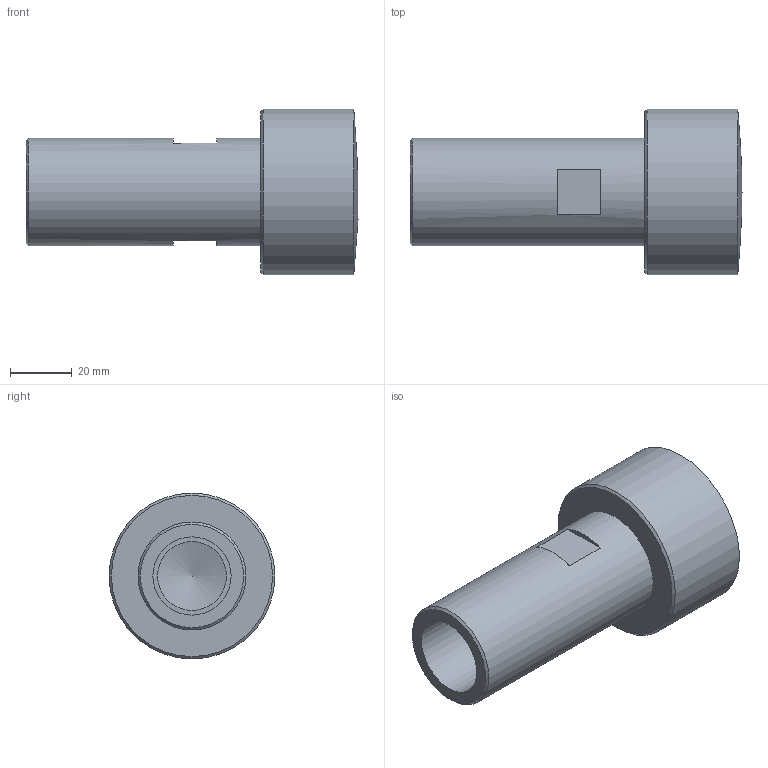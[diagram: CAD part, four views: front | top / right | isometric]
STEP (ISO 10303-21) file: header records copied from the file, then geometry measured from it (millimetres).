
FILE_DESCRIPTION(/* description */ (''),/* implementation_level */ '2;1');
FILE_NAME(/* name */ 'E164_iges.stp',/* time_stamp */ '2017-06-08T10:10:49-04:00',/* author */ (''),/* organization */ (''),/* preprocessor_version */ 'ST-DEVELOPER v15',/* originating_system */ 'SIEMENS PLM Software NX 9.0',/* authorisation */ '');
FILE_SCHEMA (('AUTOMOTIVE_DESIGN { 1 0 10303 214 3 1 1 1 }'));
Length unit declared in the file: inch
Products named in the file (1): E164_iges
Bounding box: 107.78 x 53.85 x 53.85 mm (x, y, z)
Volume: 121001.6 mm3; surface area: 21522.8 mm2
Topology: 1 solids, 1 shells, 17 faces, 39 edges, 28 vertices
Faces by surface type: plane 9, cylinder 4, cone 3, sphere 1
Full cylindrical faces by diameter (mm): 22.352 x1, 25.4 x1, 35.052 x1, 53.848 x1
Entity records: 525 total; most frequent: DIRECTION 97, CARTESIAN_POINT 84, ORIENTED_EDGE 76, AXIS2_PLACEMENT_3D 41, EDGE_CURVE 38, VERTEX_POINT 28, CIRCLE 23, EDGE_LOOP 22
